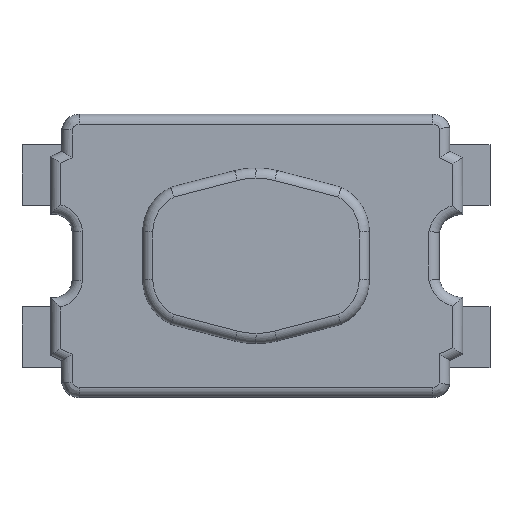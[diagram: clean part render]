
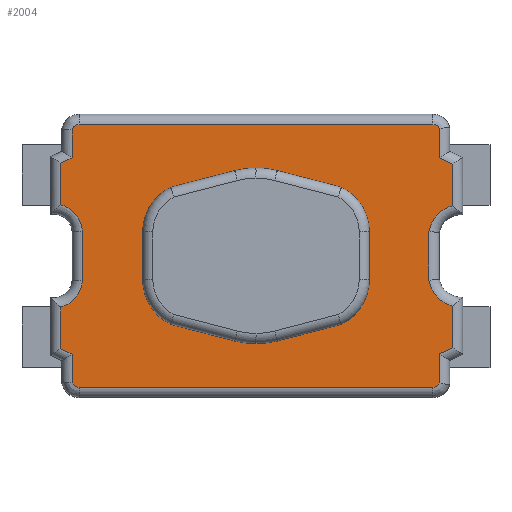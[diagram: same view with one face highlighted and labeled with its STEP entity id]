
A CAD part, top view. The second image highlights one B-rep face of the part: STEP entity #2004.
In plain terms, the highlighted planar face has unit normal (0, 0, 1).
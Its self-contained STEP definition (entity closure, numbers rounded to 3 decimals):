
#220=FACE_OUTER_BOUND('',#334,.T.);
#334=EDGE_LOOP('',(#1807,#1808,#1809,#1810,#1811,#1812,#1813,#1814,#1815,
#1816,#1817,#1818,#1819,#1820,#1821,#1822,#1823,#1824,#1825,#1826,#1827,
#1828,#1829,#1830));
#511=LINE('',#3360,#703);
#512=LINE('',#3364,#704);
#513=LINE('',#3368,#705);
#514=LINE('',#3400,#706);
#515=LINE('',#3432,#707);
#516=LINE('',#3436,#708);
#517=LINE('',#3440,#709);
#518=LINE('',#3481,#710);
#519=LINE('',#3494,#711);
#520=LINE('',#3498,#712);
#521=LINE('',#3502,#713);
#522=LINE('',#3534,#714);
#523=LINE('',#3568,#715);
#524=LINE('',#3572,#716);
#525=LINE('',#3576,#717);
#526=LINE('',#3592,#718);
#703=VECTOR('',#2685,10.);
#704=VECTOR('',#2690,10.);
#705=VECTOR('',#2695,10.);
#706=VECTOR('',#2702,10.);
#707=VECTOR('',#2709,10.);
#708=VECTOR('',#2714,10.);
#709=VECTOR('',#2719,10.);
#710=VECTOR('',#2728,10.);
#711=VECTOR('',#2733,10.);
#712=VECTOR('',#2738,10.);
#713=VECTOR('',#2743,10.);
#714=VECTOR('',#2750,10.);
#715=VECTOR('',#2757,10.);
#716=VECTOR('',#2762,10.);
#717=VECTOR('',#2767,10.);
#718=VECTOR('',#2772,10.);
#776=CIRCLE('',#2171,0.069);
#777=CIRCLE('',#2178,0.322);
#778=CIRCLE('',#2181,0.322);
#780=CIRCLE('',#2188,0.071);
#782=CIRCLE('',#2191,0.069);
#783=CIRCLE('',#2198,0.284);
#784=CIRCLE('',#2201,0.284);
#786=CIRCLE('',#2209,0.071);
#949=VERTEX_POINT('',#3342);
#950=VERTEX_POINT('',#3344);
#951=VERTEX_POINT('',#3359);
#952=VERTEX_POINT('',#3363);
#953=VERTEX_POINT('',#3367);
#954=VERTEX_POINT('',#3384);
#955=VERTEX_POINT('',#3399);
#956=VERTEX_POINT('',#3414);
#957=VERTEX_POINT('',#3431);
#958=VERTEX_POINT('',#3435);
#959=VERTEX_POINT('',#3439);
#960=VERTEX_POINT('',#3462);
#961=VERTEX_POINT('',#3464);
#962=VERTEX_POINT('',#3479);
#963=VERTEX_POINT('',#3493);
#964=VERTEX_POINT('',#3497);
#965=VERTEX_POINT('',#3501);
#966=VERTEX_POINT('',#3518);
#967=VERTEX_POINT('',#3533);
#968=VERTEX_POINT('',#3550);
#969=VERTEX_POINT('',#3567);
#970=VERTEX_POINT('',#3571);
#971=VERTEX_POINT('',#3575);
#972=VERTEX_POINT('',#3590);
#1212=EDGE_CURVE('',#949,#950,#776,.T.);
#1214=EDGE_CURVE('',#950,#951,#511,.T.);
#1216=EDGE_CURVE('',#951,#952,#512,.T.);
#1218=EDGE_CURVE('',#952,#953,#513,.T.);
#1220=EDGE_CURVE('',#953,#954,#777,.T.);
#1222=EDGE_CURVE('',#954,#955,#514,.T.);
#1224=EDGE_CURVE('',#955,#956,#778,.T.);
#1226=EDGE_CURVE('',#956,#957,#515,.T.);
#1228=EDGE_CURVE('',#957,#958,#516,.T.);
#1230=EDGE_CURVE('',#958,#959,#517,.T.);
#1233=EDGE_CURVE('',#960,#961,#780,.T.);
#1236=EDGE_CURVE('',#962,#960,#518,.T.);
#1237=EDGE_CURVE('',#959,#962,#782,.T.);
#1238=EDGE_CURVE('',#961,#963,#519,.T.);
#1240=EDGE_CURVE('',#963,#964,#520,.T.);
#1242=EDGE_CURVE('',#964,#965,#521,.T.);
#1244=EDGE_CURVE('',#965,#966,#783,.T.);
#1246=EDGE_CURVE('',#966,#967,#522,.T.);
#1248=EDGE_CURVE('',#967,#968,#784,.T.);
#1250=EDGE_CURVE('',#968,#969,#523,.T.);
#1252=EDGE_CURVE('',#969,#970,#524,.T.);
#1254=EDGE_CURVE('',#970,#971,#525,.T.);
#1257=EDGE_CURVE('',#972,#949,#526,.T.);
#1258=EDGE_CURVE('',#971,#972,#786,.T.);
#1807=ORIENTED_EDGE('',*,*,#1233,.F.);
#1808=ORIENTED_EDGE('',*,*,#1236,.F.);
#1809=ORIENTED_EDGE('',*,*,#1237,.F.);
#1810=ORIENTED_EDGE('',*,*,#1230,.F.);
#1811=ORIENTED_EDGE('',*,*,#1228,.F.);
#1812=ORIENTED_EDGE('',*,*,#1226,.F.);
#1813=ORIENTED_EDGE('',*,*,#1224,.F.);
#1814=ORIENTED_EDGE('',*,*,#1222,.F.);
#1815=ORIENTED_EDGE('',*,*,#1220,.F.);
#1816=ORIENTED_EDGE('',*,*,#1218,.F.);
#1817=ORIENTED_EDGE('',*,*,#1216,.F.);
#1818=ORIENTED_EDGE('',*,*,#1214,.F.);
#1819=ORIENTED_EDGE('',*,*,#1212,.F.);
#1820=ORIENTED_EDGE('',*,*,#1257,.F.);
#1821=ORIENTED_EDGE('',*,*,#1258,.F.);
#1822=ORIENTED_EDGE('',*,*,#1254,.F.);
#1823=ORIENTED_EDGE('',*,*,#1252,.F.);
#1824=ORIENTED_EDGE('',*,*,#1250,.F.);
#1825=ORIENTED_EDGE('',*,*,#1248,.F.);
#1826=ORIENTED_EDGE('',*,*,#1246,.F.);
#1827=ORIENTED_EDGE('',*,*,#1244,.F.);
#1828=ORIENTED_EDGE('',*,*,#1242,.F.);
#1829=ORIENTED_EDGE('',*,*,#1240,.F.);
#1830=ORIENTED_EDGE('',*,*,#1238,.F.);
#1890=PLANE('',#2210);
#2004=ADVANCED_FACE('',(#220),#1890,.T.);
#2171=AXIS2_PLACEMENT_3D('',#3345,#2681,#2682);
#2178=AXIS2_PLACEMENT_3D('',#3385,#2698,#2699);
#2181=AXIS2_PLACEMENT_3D('',#3415,#2705,#2706);
#2188=AXIS2_PLACEMENT_3D('',#3465,#2722,#2723);
#2191=AXIS2_PLACEMENT_3D('',#3491,#2729,#2730);
#2198=AXIS2_PLACEMENT_3D('',#3519,#2746,#2747);
#2201=AXIS2_PLACEMENT_3D('',#3551,#2753,#2754);
#2209=AXIS2_PLACEMENT_3D('',#3602,#2773,#2774);
#2210=AXIS2_PLACEMENT_3D('',#3603,#2775,#2776);
#2681=DIRECTION('center_axis',(0.,0.,-1.));
#2682=DIRECTION('ref_axis',(0.608,0.794,0.));
#2685=DIRECTION('',(0.,-1.,0.));
#2690=DIRECTION('',(0.903,-0.429,0.));
#2695=DIRECTION('',(0.,-1.,0.));
#2698=DIRECTION('center_axis',(0.,0.,1.));
#2699=DIRECTION('ref_axis',(-0.605,0.796,0.));
#2702=DIRECTION('',(0.,-1.,0.));
#2705=DIRECTION('center_axis',(0.,0.,1.));
#2706=DIRECTION('ref_axis',(-0.605,-0.796,0.));
#2709=DIRECTION('',(0.,-1.,0.));
#2714=DIRECTION('',(-0.903,-0.429,0.));
#2719=DIRECTION('',(0.,-1.,0.));
#2722=DIRECTION('center_axis',(0.,0.,-1.));
#2723=DIRECTION('ref_axis',(-0.647,-0.763,0.));
#2728=DIRECTION('',(-1.,0.,0.));
#2729=DIRECTION('center_axis',(0.,0.,-1.));
#2730=DIRECTION('ref_axis',(0.608,-0.794,0.));
#2733=DIRECTION('',(0.,1.,0.));
#2738=DIRECTION('',(-0.898,0.44,0.));
#2743=DIRECTION('',(0.,1.,0.));
#2746=DIRECTION('center_axis',(0.,0.,1.));
#2747=DIRECTION('ref_axis',(0.626,-0.78,0.));
#2750=DIRECTION('',(0.,1.,0.));
#2753=DIRECTION('center_axis',(0.,0.,1.));
#2754=DIRECTION('ref_axis',(0.626,0.78,0.));
#2757=DIRECTION('',(0.,1.,0.));
#2762=DIRECTION('',(0.898,0.44,0.));
#2767=DIRECTION('',(0.,1.,0.));
#2772=DIRECTION('',(1.,0.,0.));
#2773=DIRECTION('center_axis',(0.,0.,-1.));
#2774=DIRECTION('ref_axis',(-0.647,0.763,0.));
#2775=DIRECTION('center_axis',(0.,0.,1.));
#2776=DIRECTION('ref_axis',(1.,0.,0.));
#3342=CARTESIAN_POINT('',(1.746,1.29,1.4));
#3344=CARTESIAN_POINT('',(1.81,1.248,1.4));
#3345=CARTESIAN_POINT('Origin',(1.746,1.221,1.4));
#3359=CARTESIAN_POINT('',(1.81,0.963,1.4));
#3360=CARTESIAN_POINT('',(1.81,0.513,1.4));
#3363=CARTESIAN_POINT('',(1.938,0.902,1.4));
#3364=CARTESIAN_POINT('',(1.356,1.178,1.4));
#3367=CARTESIAN_POINT('',(1.938,0.494,1.4));
#3368=CARTESIAN_POINT('',(1.938,0.202,1.4));
#3384=CARTESIAN_POINT('',(1.707,0.239,1.4));
#3385=CARTESIAN_POINT('Origin',(2.024,0.184,1.4));
#3399=CARTESIAN_POINT('',(1.707,-0.239,1.4));
#3400=CARTESIAN_POINT('',(1.707,-0.115,1.4));
#3414=CARTESIAN_POINT('',(1.938,-0.493,1.4));
#3415=CARTESIAN_POINT('Origin',(2.024,-0.184,1.4));
#3431=CARTESIAN_POINT('',(1.938,-0.902,1.4));
#3432=CARTESIAN_POINT('',(1.938,-0.483,1.4));
#3435=CARTESIAN_POINT('',(1.81,-0.963,1.4));
#3436=CARTESIAN_POINT('',(1.292,-1.208,1.4));
#3439=CARTESIAN_POINT('',(1.81,-1.248,1.4));
#3440=CARTESIAN_POINT('',(1.81,-0.632,1.4));
#3462=CARTESIAN_POINT('',(-1.73,-1.29,1.4));
#3464=CARTESIAN_POINT('',(-1.798,-1.237,1.4));
#3465=CARTESIAN_POINT('Origin',(-1.73,-1.219,1.4));
#3479=CARTESIAN_POINT('',(1.746,-1.29,1.4));
#3481=CARTESIAN_POINT('',(-0.858,-1.29,1.4));
#3491=CARTESIAN_POINT('Origin',(1.746,-1.221,1.4));
#3493=CARTESIAN_POINT('',(-1.798,-0.965,1.4));
#3494=CARTESIAN_POINT('',(-1.798,-0.513,1.4));
#3497=CARTESIAN_POINT('',(-1.908,-0.91,1.4));
#3498=CARTESIAN_POINT('',(-1.341,-1.189,1.4));
#3501=CARTESIAN_POINT('',(-1.908,-0.502,1.4));
#3502=CARTESIAN_POINT('',(-1.908,-0.204,1.4));
#3518=CARTESIAN_POINT('',(-1.697,-0.243,1.4));
#3519=CARTESIAN_POINT('Origin',(-1.981,-0.227,1.4));
#3533=CARTESIAN_POINT('',(-1.697,0.243,1.4));
#3534=CARTESIAN_POINT('',(-1.697,0.12,1.4));
#3550=CARTESIAN_POINT('',(-1.908,0.502,1.4));
#3551=CARTESIAN_POINT('Origin',(-1.981,0.227,1.4));
#3567=CARTESIAN_POINT('',(-1.908,0.911,1.4));
#3568=CARTESIAN_POINT('',(-1.908,0.486,1.4));
#3571=CARTESIAN_POINT('',(-1.798,0.965,1.4));
#3572=CARTESIAN_POINT('',(-1.286,1.216,1.4));
#3575=CARTESIAN_POINT('',(-1.798,1.237,1.4));
#3576=CARTESIAN_POINT('',(-1.798,0.624,1.4));
#3590=CARTESIAN_POINT('',(-1.73,1.29,1.4));
#3592=CARTESIAN_POINT('',(0.88,1.29,1.4));
#3602=CARTESIAN_POINT('Origin',(-1.73,1.219,1.4));
#3603=CARTESIAN_POINT('Origin',(0.015,0.,
1.4));
